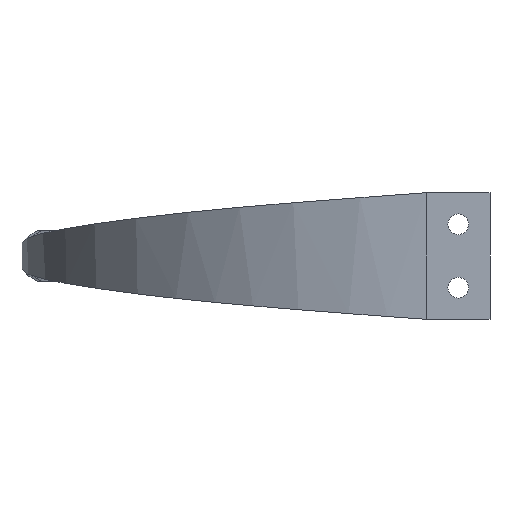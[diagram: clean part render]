
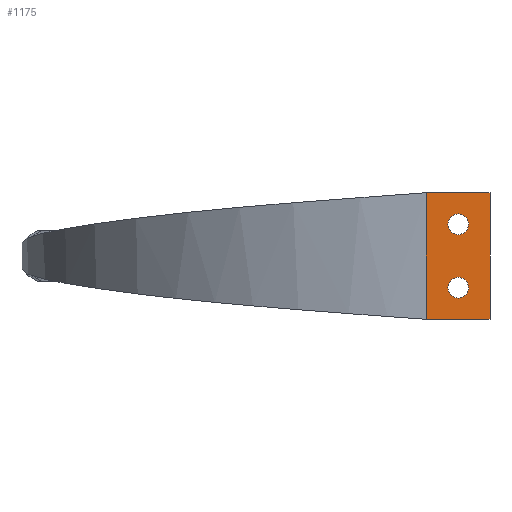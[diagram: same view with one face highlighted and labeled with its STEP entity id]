
A CAD part, front view. The second image highlights one B-rep face of the part: STEP entity #1175.
In plain terms, the highlighted planar face has unit normal (0, -1, 0).
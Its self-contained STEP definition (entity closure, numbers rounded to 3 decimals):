
#609 = DIRECTION ( 'NONE',  ( 0., -1., 0. ) ) ;
#610 = CARTESIAN_POINT ( 'NONE',  ( -10., -1.3, 29.934 ) ) ;
#735 = AXIS2_PLACEMENT_3D ( 'NONE', #610, #609, #738 ) ;
#738 = DIRECTION ( 'NONE',  ( 1., 0., 0. ) ) ;
#742 = CIRCLE ( 'NONE', #735, 3.264 ) ;
#847 = CARTESIAN_POINT ( 'NONE',  ( -13.264, -1.3, 9.944 ) ) ;
#920 = CARTESIAN_POINT ( 'NONE',  ( -6.736, -1.3, 9.944 ) ) ;
#986 = CARTESIAN_POINT ( 'NONE',  ( -6.736, -1.3, 29.934 ) ) ;
#991 = LINE ( 'NONE', #1049, #1048 ) ;
#1025 = AXIS2_PLACEMENT_3D ( 'NONE', #1061, #1060, #1059 ) ;
#1033 = CARTESIAN_POINT ( 'NONE',  ( 0., -1.3, 39.878 ) ) ;
#1034 = LINE ( 'NONE', #1033, #1066 ) ;
#1047 = DIRECTION ( 'NONE',  ( 0., 0., -1. ) ) ;
#1048 = VECTOR ( 'NONE', #1047, 1000. ) ;
#1049 = CARTESIAN_POINT ( 'NONE',  ( -20., -1.3, 39.878 ) ) ;
#1052 = CARTESIAN_POINT ( 'NONE',  ( 0., -1.3, 39.878 ) ) ;
#1053 = CARTESIAN_POINT ( 'NONE',  ( -20., -1.3, 39.878 ) ) ;
#1055 = CARTESIAN_POINT ( 'NONE',  ( -20., -1.3, 0. ) ) ;
#1058 = CARTESIAN_POINT ( 'NONE',  ( 0., -1.3, 0. ) ) ;
#1059 = DIRECTION ( 'NONE',  ( 1., 0., 0. ) ) ;
#1060 = DIRECTION ( 'NONE',  ( 0., -1., 0. ) ) ;
#1061 = CARTESIAN_POINT ( 'NONE',  ( -10., -1.3, 9.944 ) ) ;
#1063 = CARTESIAN_POINT ( 'NONE',  ( -13.264, -1.3, 29.934 ) ) ;
#1065 = DIRECTION ( 'NONE',  ( 0., 0., -1. ) ) ;
#1066 = VECTOR ( 'NONE', #1065, 1000. ) ;
#1072 = CIRCLE ( 'NONE', #1025, 3.264 ) ;
#1164 = EDGE_CURVE ( 'NONE', #1401, #1391, #1452, .T. ) ;
#1171 = ORIENTED_EDGE ( 'NONE', *, *, #1425, .F. ) ;
#1173 = ORIENTED_EDGE ( 'NONE', *, *, #1392, .T. ) ;
#1174 = EDGE_CURVE ( 'NONE', #1413, #1424, #1731, .T. ) ;
#1175 = ADVANCED_FACE ( 'NONE', ( #1750, #1751, #1748 ), #1743, .T. ) ;
#1179 = EDGE_LOOP ( 'NONE', ( #1252, #1191, #1251, #1173 ) ) ;
#1183 = ORIENTED_EDGE ( 'NONE', *, *, #1411, .F. ) ;
#1185 = EDGE_LOOP ( 'NONE', ( #1183, #1192 ) ) ;
#1186 = EDGE_CURVE ( 'NONE', #1380, #1378, #1791, .T. ) ;
#1190 = ORIENTED_EDGE ( 'NONE', *, *, #1438, .F. ) ;
#1191 = ORIENTED_EDGE ( 'NONE', *, *, #1409, .F. ) ;
#1192 = ORIENTED_EDGE ( 'NONE', *, *, #1186, .F. ) ;
#1251 = ORIENTED_EDGE ( 'NONE', *, *, #1164, .T. ) ;
#1252 = ORIENTED_EDGE ( 'NONE', *, *, #1174, .F. ) ;
#1253 = EDGE_LOOP ( 'NONE', ( #1171, #1190 ) ) ;
#1378 = VERTEX_POINT ( 'NONE', #847 ) ;
#1380 = VERTEX_POINT ( 'NONE', #920 ) ;
#1385 = VERTEX_POINT ( 'NONE', #986 ) ;
#1391 = VERTEX_POINT ( 'NONE', #1053 ) ;
#1392 = EDGE_CURVE ( 'NONE', #1391, #1424, #991, .T. ) ;
#1401 = VERTEX_POINT ( 'NONE', #1052 ) ;
#1409 = EDGE_CURVE ( 'NONE', #1401, #1413, #1034, .T. ) ;
#1411 = EDGE_CURVE ( 'NONE', #1378, #1380, #1072, .T. ) ;
#1412 = VERTEX_POINT ( 'NONE', #1063 ) ;
#1413 = VERTEX_POINT ( 'NONE', #1058 ) ;
#1424 = VERTEX_POINT ( 'NONE', #1055 ) ;
#1425 = EDGE_CURVE ( 'NONE', #1412, #1385, #742, .T. ) ;
#1438 = EDGE_CURVE ( 'NONE', #1385, #1412, #1818, .T. ) ;
#1452 = LINE ( 'NONE', #1457, #1456 ) ;
#1456 = VECTOR ( 'NONE', #1710, 1000. ) ;
#1457 = CARTESIAN_POINT ( 'NONE',  ( 0., -1.3, 39.878 ) ) ;
#1710 = DIRECTION ( 'NONE',  ( -1., 0., 0. ) ) ;
#1723 = VECTOR ( 'NONE', #1729, 1000. ) ;
#1729 = DIRECTION ( 'NONE',  ( -1., 0., 0. ) ) ;
#1730 = CARTESIAN_POINT ( 'NONE',  ( 0., -1.3, 0. ) ) ;
#1731 = LINE ( 'NONE', #1730, #1723 ) ;
#1738 = DIRECTION ( 'NONE',  ( 0., -1., 0. ) ) ;
#1740 = AXIS2_PLACEMENT_3D ( 'NONE', #1744, #1738, #1741 ) ;
#1741 = DIRECTION ( 'NONE',  ( 1., 0., 0. ) ) ;
#1743 = PLANE ( 'NONE',  #1740 ) ;
#1744 = CARTESIAN_POINT ( 'NONE',  ( 0., -1.3, 39.878 ) ) ;
#1748 = FACE_OUTER_BOUND ( 'NONE', #1179, .T. ) ;
#1750 = FACE_BOUND ( 'NONE', #1185, .T. ) ;
#1751 = FACE_BOUND ( 'NONE', #1253, .T. ) ;
#1790 = AXIS2_PLACEMENT_3D ( 'NONE', #1793, #1802, #1801 ) ;
#1791 = CIRCLE ( 'NONE', #1790, 3.264 ) ;
#1793 = CARTESIAN_POINT ( 'NONE',  ( -10., -1.3, 9.944 ) ) ;
#1801 = DIRECTION ( 'NONE',  ( 1., 0., 0. ) ) ;
#1802 = DIRECTION ( 'NONE',  ( 0., -1., 0. ) ) ;
#1818 = CIRCLE ( 'NONE', #1828, 3.264 ) ;
#1827 = CARTESIAN_POINT ( 'NONE',  ( -10., -1.3, 29.934 ) ) ;
#1828 = AXIS2_PLACEMENT_3D ( 'NONE', #1827, #1830, #1829 ) ;
#1829 = DIRECTION ( 'NONE',  ( 1., 0., 0. ) ) ;
#1830 = DIRECTION ( 'NONE',  ( 0., -1., 0. ) ) ;
